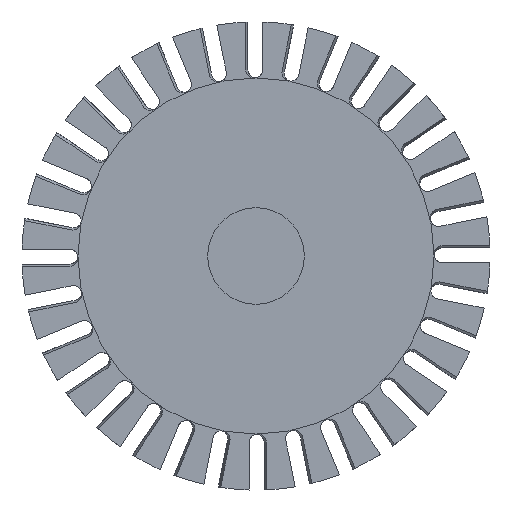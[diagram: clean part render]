
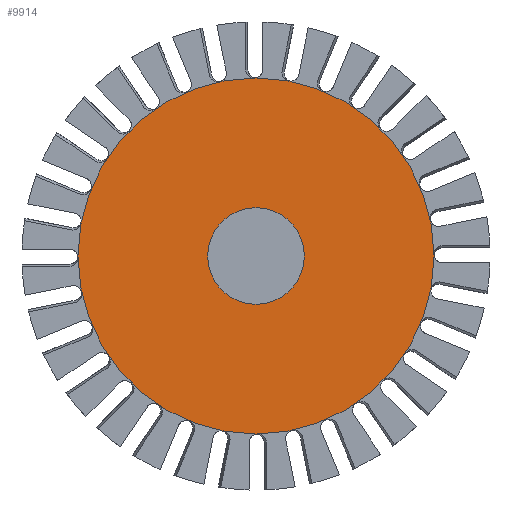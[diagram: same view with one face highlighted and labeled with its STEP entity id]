
A CAD part, front view. The second image highlights one B-rep face of the part: STEP entity #9914.
In plain terms, the highlighted planar face has unit normal (0, -1, 0).
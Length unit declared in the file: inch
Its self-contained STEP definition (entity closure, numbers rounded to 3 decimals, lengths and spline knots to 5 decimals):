
#104 = DIRECTION ( 'NONE',  ( 0., 0., -1. ) ) ;
#334 = VERTEX_POINT ( 'NONE', #8472 ) ;
#403 = CIRCLE ( 'NONE', #11359, 2.761 ) ;
#794 = CARTESIAN_POINT ( 'NONE',  ( 0., -0.3125, 0. ) ) ;
#985 = DIRECTION ( 'NONE',  ( 0., -1., 0. ) ) ;
#1358 = DIRECTION ( 'NONE',  ( 0., 0., -1. ) ) ;
#1381 = EDGE_CURVE ( 'NONE', #6138, #6635, #403, .T. ) ;
#1479 = DIRECTION ( 'NONE',  ( 0., -1., 0. ) ) ;
#1989 = EDGE_CURVE ( 'NONE', #8563, #334, #9102, .T. ) ;
#2158 = AXIS2_PLACEMENT_3D ( 'NONE', #11782, #4802, #9686 ) ;
#2276 = EDGE_CURVE ( 'NONE', #334, #8563, #6881, .T. ) ;
#2414 = AXIS2_PLACEMENT_3D ( 'NONE', #7320, #5350, #1358 ) ;
#2861 = ORIENTED_EDGE ( 'NONE', *, *, #1989, .F. ) ;
#4278 = FACE_BOUND ( 'NONE', #11435, .T. ) ;
#4617 = DIRECTION ( 'NONE',  ( 0., -1., 0. ) ) ;
#4672 = DIRECTION ( 'NONE',  ( 0., 0., -1. ) ) ;
#4802 = DIRECTION ( 'NONE',  ( 0., -1., 0. ) ) ;
#5350 = DIRECTION ( 'NONE',  ( 0., -1., 0. ) ) ;
#5407 = ORIENTED_EDGE ( 'NONE', *, *, #1381, .T. ) ;
#5481 = EDGE_CURVE ( 'NONE', #6635, #6138, #10037, .T. ) ;
#6138 = VERTEX_POINT ( 'NONE', #7806 ) ;
#6635 = VERTEX_POINT ( 'NONE', #8906 ) ;
#6877 = CARTESIAN_POINT ( 'NONE',  ( 0., -0.3125, 0.75 ) ) ;
#6881 = CIRCLE ( 'NONE', #10939, 0.75 ) ;
#7320 = CARTESIAN_POINT ( 'NONE',  ( 0., -0.3125, 0. ) ) ;
#7326 = FACE_OUTER_BOUND ( 'NONE', #11131, .T. ) ;
#7378 = ORIENTED_EDGE ( 'NONE', *, *, #5481, .T. ) ;
#7806 = CARTESIAN_POINT ( 'NONE',  ( 0., -0.3125, -2.761 ) ) ;
#8472 = CARTESIAN_POINT ( 'NONE',  ( 0., -0.3125, -0.75 ) ) ;
#8563 = VERTEX_POINT ( 'NONE', #6877 ) ;
#8906 = CARTESIAN_POINT ( 'NONE',  ( 0., -0.3125, 2.761 ) ) ;
#8971 = ORIENTED_EDGE ( 'NONE', *, *, #2276, .F. ) ;
#9102 = CIRCLE ( 'NONE', #2414, 0.75 ) ;
#9462 = DIRECTION ( 'NONE',  ( 0., 0., -1. ) ) ;
#9686 = DIRECTION ( 'NONE',  ( 0., 0., -1. ) ) ;
#9816 = CARTESIAN_POINT ( 'NONE',  ( 0., -0.3125, 0. ) ) ;
#9914 = ADVANCED_FACE ( 'NONE', ( #7326, #4278 ), #10058, .T. ) ;
#10037 = CIRCLE ( 'NONE', #2158, 2.761 ) ;
#10058 = PLANE ( 'NONE',  #10591 ) ;
#10184 = CARTESIAN_POINT ( 'NONE',  ( 0., -0.3125, 0. ) ) ;
#10591 = AXIS2_PLACEMENT_3D ( 'NONE', #10184, #1479, #9462 ) ;
#10939 = AXIS2_PLACEMENT_3D ( 'NONE', #794, #4617, #4672 ) ;
#11131 = EDGE_LOOP ( 'NONE', ( #5407, #7378 ) ) ;
#11359 = AXIS2_PLACEMENT_3D ( 'NONE', #9816, #985, #104 ) ;
#11435 = EDGE_LOOP ( 'NONE', ( #8971, #2861 ) ) ;
#11782 = CARTESIAN_POINT ( 'NONE',  ( 0., -0.3125, 0. ) ) ;
